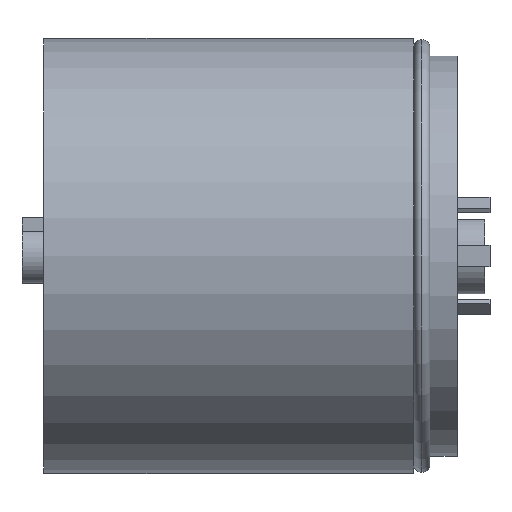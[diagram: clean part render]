
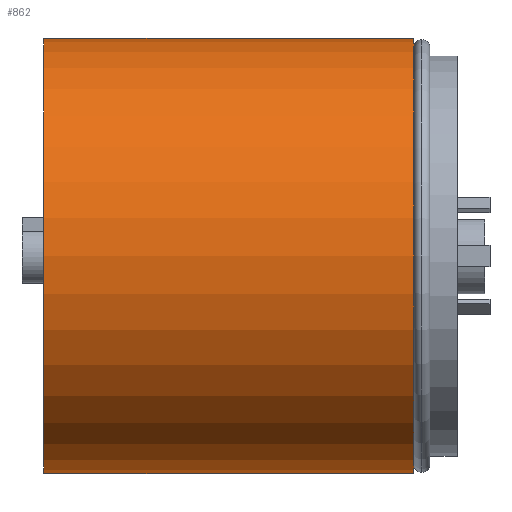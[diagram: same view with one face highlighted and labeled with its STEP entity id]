
A CAD part, left-side view. The second image highlights one B-rep face of the part: STEP entity #862.
In plain terms, the highlighted cylindrical face has radius 20 mm (diameter 40 mm), a partial arc.
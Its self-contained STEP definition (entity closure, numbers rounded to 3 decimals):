
#41 = ORIENTED_EDGE ( 'NONE', *, *, #1865, .F. ) ;
#48 = VERTEX_POINT ( 'NONE', #853 ) ;
#50 = CARTESIAN_POINT ( 'NONE',  ( 0., 0., 0. ) ) ;
#95 = VERTEX_POINT ( 'NONE', #871 ) ;
#154 = CIRCLE ( 'NONE', #1214, 20. ) ;
#262 = DIRECTION ( 'NONE',  ( 0., 0., 1. ) ) ;
#561 = CYLINDRICAL_SURFACE ( 'NONE', #2022, 20. ) ;
#675 = DIRECTION ( 'NONE',  ( 0., 0., -1. ) ) ;
#690 = CARTESIAN_POINT ( 'NONE',  ( 0., 34., -20. ) ) ;
#721 = AXIS2_PLACEMENT_3D ( 'NONE', #2063, #854, #2270 ) ;
#745 = ORIENTED_EDGE ( 'NONE', *, *, #2353, .F. ) ;
#813 = EDGE_CURVE ( 'NONE', #95, #48, #154, .T. ) ;
#853 = CARTESIAN_POINT ( 'NONE',  ( 0., 0., 20. ) ) ;
#854 = DIRECTION ( 'NONE',  ( 0., 1., 0. ) ) ;
#862 = ADVANCED_FACE ( 'NONE', ( #2304 ), #561, .T. ) ;
#870 = ORIENTED_EDGE ( 'NONE', *, *, #813, .T. ) ;
#871 = CARTESIAN_POINT ( 'NONE',  ( 0., 0., -20. ) ) ;
#967 = VECTOR ( 'NONE', #2102, 1000. ) ;
#1056 = CARTESIAN_POINT ( 'NONE',  ( 0., 34., -20. ) ) ;
#1214 = AXIS2_PLACEMENT_3D ( 'NONE', #50, #1465, #262 ) ;
#1282 = EDGE_CURVE ( 'NONE', #1862, #95, #2505, .T. ) ;
#1386 = ORIENTED_EDGE ( 'NONE', *, *, #1282, .T. ) ;
#1414 = CARTESIAN_POINT ( 'NONE',  ( 0., 34., 20. ) ) ;
#1430 = VECTOR ( 'NONE', #2066, 1000. ) ;
#1465 = DIRECTION ( 'NONE',  ( 0., 1., 0. ) ) ;
#1479 = DIRECTION ( 'NONE',  ( 0., -1., 0. ) ) ;
#1481 = CIRCLE ( 'NONE', #721, 20. ) ;
#1701 = VERTEX_POINT ( 'NONE', #1414 ) ;
#1862 = VERTEX_POINT ( 'NONE', #1056 ) ;
#1865 = EDGE_CURVE ( 'NONE', #1701, #48, #2030, .T. ) ;
#1867 = CARTESIAN_POINT ( 'NONE',  ( 0., 34., 20. ) ) ;
#1882 = CARTESIAN_POINT ( 'NONE',  ( 0., 34., 0. ) ) ;
#2006 = EDGE_LOOP ( 'NONE', ( #41, #745, #1386, #870 ) ) ;
#2022 = AXIS2_PLACEMENT_3D ( 'NONE', #1882, #1479, #675 ) ;
#2030 = LINE ( 'NONE', #1867, #1430 ) ;
#2063 = CARTESIAN_POINT ( 'NONE',  ( 0., 34., 0. ) ) ;
#2066 = DIRECTION ( 'NONE',  ( 0., -1., 0. ) ) ;
#2102 = DIRECTION ( 'NONE',  ( 0., -1., 0. ) ) ;
#2270 = DIRECTION ( 'NONE',  ( 0., 0., 1. ) ) ;
#2304 = FACE_OUTER_BOUND ( 'NONE', #2006, .T. ) ;
#2353 = EDGE_CURVE ( 'NONE', #1862, #1701, #1481, .T. ) ;
#2505 = LINE ( 'NONE', #690, #967 ) ;
